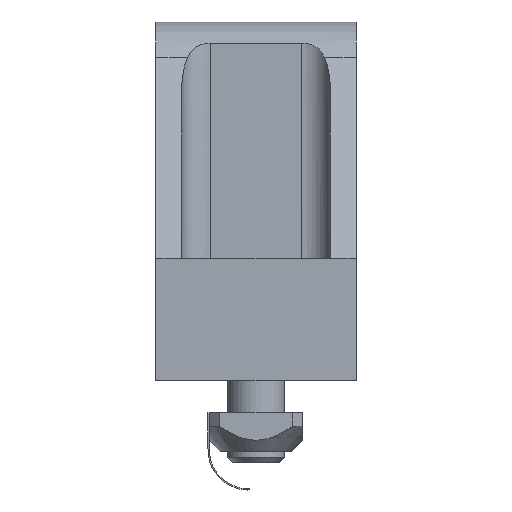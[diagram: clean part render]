
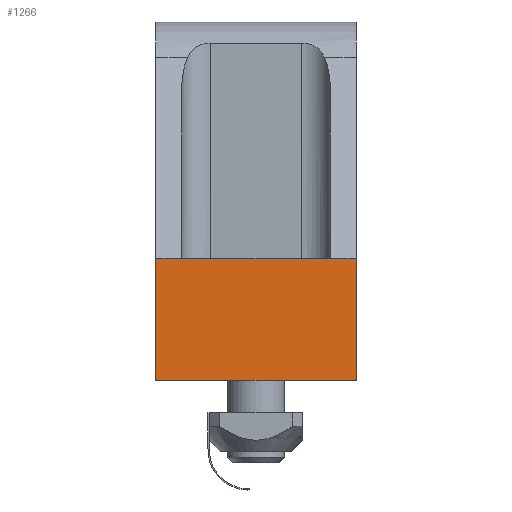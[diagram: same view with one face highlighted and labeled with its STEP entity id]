
A CAD part, front view. The second image highlights one B-rep face of the part: STEP entity #1266.
In plain terms, the highlighted planar face has unit normal (0, -1, 0).
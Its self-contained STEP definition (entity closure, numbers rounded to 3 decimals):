
#106=PLANE('',#1442);
#165=FACE_OUTER_BOUND('',#241,.T.);
#241=EDGE_LOOP('',(#998,#999,#1000,#1001,#1002,#1003));
#316=LINE('',#2036,#430);
#317=LINE('',#2039,#431);
#322=LINE('',#2048,#436);
#344=LINE('',#2108,#458);
#345=LINE('',#2110,#459);
#346=LINE('',#2111,#460);
#430=VECTOR('',#1614,1.);
#431=VECTOR('',#1617,1.);
#436=VECTOR('',#1624,1.);
#458=VECTOR('',#1684,1.);
#459=VECTOR('',#1685,1.);
#460=VECTOR('',#1686,1.);
#576=VERTEX_POINT('',#1973);
#585=VERTEX_POINT('',#2010);
#588=VERTEX_POINT('',#2038);
#591=VERTEX_POINT('',#2046);
#610=VERTEX_POINT('',#2107);
#611=VERTEX_POINT('',#2109);
#723=EDGE_CURVE('',#585,#576,#316,.T.);
#724=EDGE_CURVE('',#588,#585,#317,.T.);
#729=EDGE_CURVE('',#576,#591,#322,.T.);
#759=EDGE_CURVE('',#591,#610,#344,.T.);
#760=EDGE_CURVE('',#611,#610,#345,.T.);
#761=EDGE_CURVE('',#588,#611,#346,.T.);
#998=ORIENTED_EDGE('',*,*,#759,.T.);
#999=ORIENTED_EDGE('',*,*,#760,.F.);
#1000=ORIENTED_EDGE('',*,*,#761,.F.);
#1001=ORIENTED_EDGE('',*,*,#724,.T.);
#1002=ORIENTED_EDGE('',*,*,#723,.T.);
#1003=ORIENTED_EDGE('',*,*,#729,.T.);
#1266=ADVANCED_FACE('',(#165),#106,.T.);
#1442=AXIS2_PLACEMENT_3D('',#2106,#1682,#1683);
#1614=DIRECTION('',(-1.,0.,0.));
#1617=DIRECTION('',(-1.,0.,0.));
#1624=DIRECTION('',(-1.,0.,0.));
#1682=DIRECTION('center_axis',(0.,-1.,0.));
#1683=DIRECTION('ref_axis',(-1.,0.,0.));
#1684=DIRECTION('',(0.,0.,-1.));
#1685=DIRECTION('',(-1.,0.,0.));
#1686=DIRECTION('',(0.,0.,-1.));
#1973=CARTESIAN_POINT('',(-10.375,-95.036,8.48));
#2010=CARTESIAN_POINT('',(10.375,-95.036,8.48));
#2036=CARTESIAN_POINT('',(14.,-95.036,8.48));
#2038=CARTESIAN_POINT('',(14.,-95.036,8.48));
#2039=CARTESIAN_POINT('',(14.,-95.036,8.48));
#2046=CARTESIAN_POINT('',(-14.,-95.036,8.48));
#2048=CARTESIAN_POINT('',(14.,-95.036,8.48));
#2106=CARTESIAN_POINT('Origin',(14.,-95.036,8.48));
#2107=CARTESIAN_POINT('',(-14.,-95.036,-8.52));
#2108=CARTESIAN_POINT('',(-14.,-95.036,8.48));
#2109=CARTESIAN_POINT('',(14.,-95.036,-8.52));
#2110=CARTESIAN_POINT('',(14.,-95.036,-8.52));
#2111=CARTESIAN_POINT('',(14.,-95.036,8.48));
